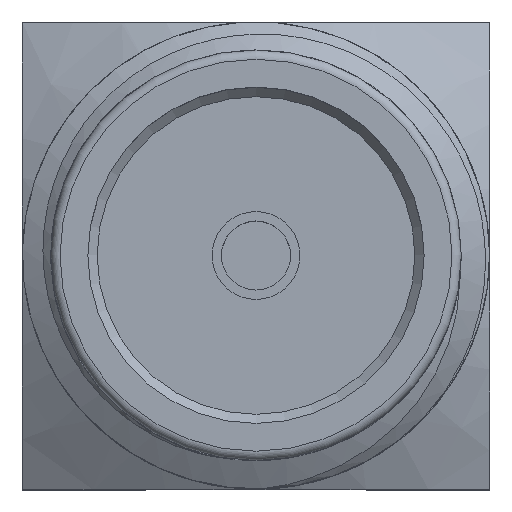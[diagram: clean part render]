
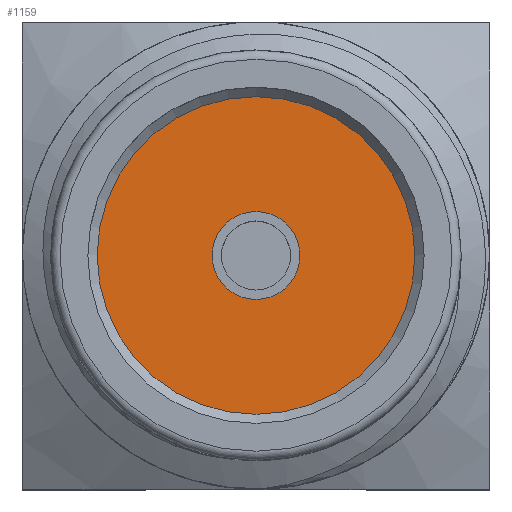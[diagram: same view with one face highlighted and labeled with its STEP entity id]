
A CAD part, top view. The second image highlights one B-rep face of the part: STEP entity #1159.
In plain terms, the highlighted planar face has unit normal (0, 0, 1).
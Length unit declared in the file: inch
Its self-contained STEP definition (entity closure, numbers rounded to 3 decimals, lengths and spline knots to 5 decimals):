
#92 = ORIENTED_EDGE ( 'NONE', *, *, #2139, .F. ) ;
#290 = AXIS2_PLACEMENT_3D ( 'NONE', #595, #1462, #1963 ) ;
#293 = VERTEX_POINT ( 'NONE', #1909 ) ;
#393 = AXIS2_PLACEMENT_3D ( 'NONE', #2630, #2619, #553 ) ;
#458 = CARTESIAN_POINT ( 'NONE',  ( 0., 0., -0.075 ) ) ;
#553 = DIRECTION ( 'NONE',  ( 1., 0., 0. ) ) ;
#595 = CARTESIAN_POINT ( 'NONE',  ( 0., 0., -0.075 ) ) ;
#679 = EDGE_LOOP ( 'NONE', ( #1702 ) ) ;
#913 = VERTEX_POINT ( 'NONE', #2133 ) ;
#957 = FACE_OUTER_BOUND ( 'NONE', #679, .T. ) ;
#1099 = FACE_BOUND ( 'NONE', #2162, .T. ) ;
#1159 = ADVANCED_FACE ( 'NONE', ( #1099, #957 ), #1374, .T. ) ;
#1374 = PLANE ( 'NONE',  #1595 ) ;
#1462 = DIRECTION ( 'NONE',  ( 0., 0., 1. ) ) ;
#1512 = EDGE_CURVE ( 'NONE', #293, #293, #2917, .T. ) ;
#1595 = AXIS2_PLACEMENT_3D ( 'NONE', #458, #2741, #1846 ) ;
#1702 = ORIENTED_EDGE ( 'NONE', *, *, #1512, .T. ) ;
#1846 = DIRECTION ( 'NONE',  ( 1., 0., 0. ) ) ;
#1909 = CARTESIAN_POINT ( 'NONE',  ( 0.085, 0., -0.075 ) ) ;
#1963 = DIRECTION ( 'NONE',  ( 1., 0., 0. ) ) ;
#2133 = CARTESIAN_POINT ( 'NONE',  ( 0.0235, 0., -0.075 ) ) ;
#2139 = EDGE_CURVE ( 'NONE', #913, #913, #2490, .T. ) ;
#2162 = EDGE_LOOP ( 'NONE', ( #92 ) ) ;
#2490 = CIRCLE ( 'NONE', #290, 0.0235 ) ;
#2619 = DIRECTION ( 'NONE',  ( 0., 0., 1. ) ) ;
#2630 = CARTESIAN_POINT ( 'NONE',  ( 0., 0., -0.075 ) ) ;
#2741 = DIRECTION ( 'NONE',  ( 0., 0., 1. ) ) ;
#2917 = CIRCLE ( 'NONE', #393, 0.085 ) ;
